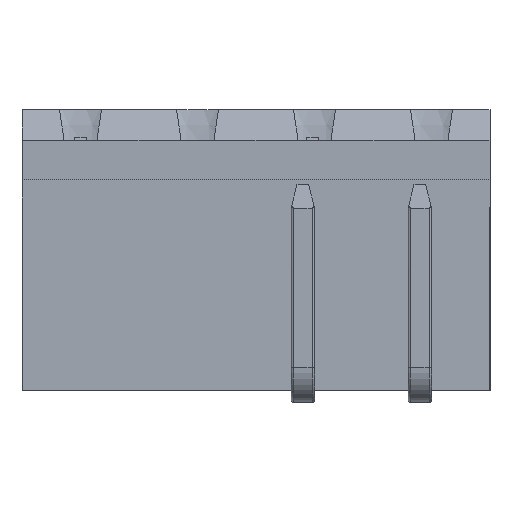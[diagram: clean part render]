
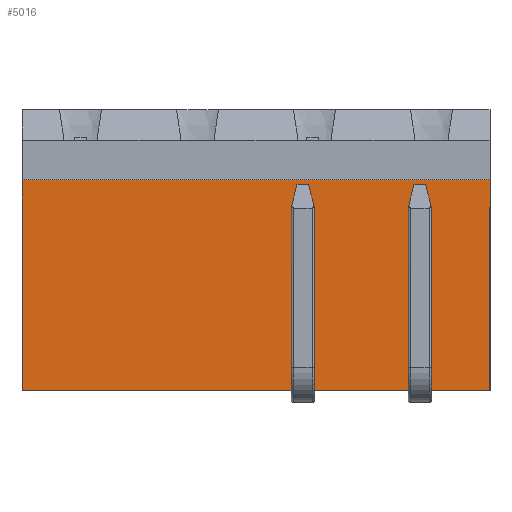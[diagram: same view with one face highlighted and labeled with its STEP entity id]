
A CAD part, front view. The second image highlights one B-rep face of the part: STEP entity #5016.
In plain terms, the highlighted planar face has unit normal (0, -1, 0).
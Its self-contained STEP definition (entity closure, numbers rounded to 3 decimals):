
#663=ORIENTED_EDGE('',*,*,#2024,.T.);
#664=ORIENTED_EDGE('',*,*,#1742,.T.);
#665=ORIENTED_EDGE('',*,*,#1852,.T.);
#666=ORIENTED_EDGE('',*,*,#2058,.T.);
#1742=EDGE_CURVE('',#2480,#2479,#2953,.T.);
#1852=EDGE_CURVE('',#2479,#2583,#3039,.T.);
#2024=EDGE_CURVE('',#2713,#2480,#3205,.T.);
#2058=EDGE_CURVE('',#2583,#2713,#3235,.T.);
#2479=VERTEX_POINT('',#7089);
#2480=VERTEX_POINT('',#7091);
#2583=VERTEX_POINT('',#7312);
#2713=VERTEX_POINT('',#7669);
#2953=LINE('',#7090,#3538);
#3039=LINE('',#7313,#3624);
#3205=LINE('',#7668,#3790);
#3235=LINE('',#7723,#3820);
#3538=VECTOR('',#5692,1000.);
#3624=VECTOR('',#5844,1000.);
#3790=VECTOR('',#6082,1000.);
#3820=VECTOR('',#6128,1000.);
#4173=EDGE_LOOP('',(#663,#664,#665,#666));
#4488=FACE_BOUND('',#4173,.T.);
#4799=PLANE('',#5358);
#5016=ADVANCED_FACE('',(#4488),#4799,.T.);
#5358=AXIS2_PLACEMENT_3D('',#7724,#6129,#6130);
#5692=DIRECTION('',(1.,0.,0.));
#5844=DIRECTION('',(0.,0.,1.));
#6082=DIRECTION('',(0.,0.,-1.));
#6128=DIRECTION('',(-1.,0.,0.));
#6129=DIRECTION('',(0.,-1.,0.));
#6130=DIRECTION('',(0.,0.,-1.));
#7089=CARTESIAN_POINT('',(10.,0.7,-6.));
#7090=CARTESIAN_POINT('',(-10.,0.7,-6.));
#7091=CARTESIAN_POINT('',(-10.,0.7,-6.));
#7312=CARTESIAN_POINT('',(10.,0.7,3.));
#7313=CARTESIAN_POINT('',(10.,0.7,-6.));
#7668=CARTESIAN_POINT('',(-10.,0.7,3.));
#7669=CARTESIAN_POINT('',(-10.,0.7,3.));
#7723=CARTESIAN_POINT('',(10.,0.7,3.));
#7724=CARTESIAN_POINT('',(0.,0.7,0.));
